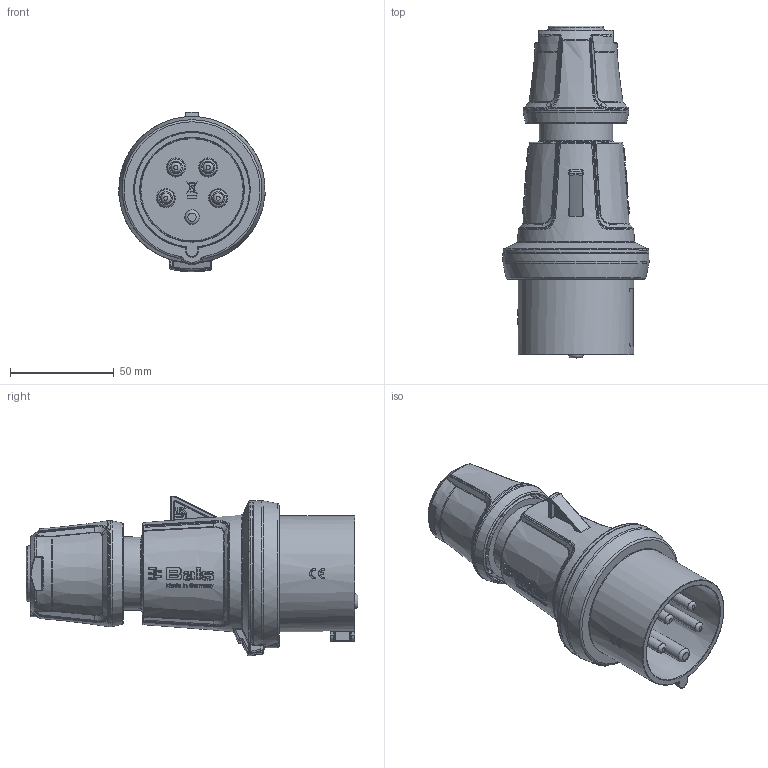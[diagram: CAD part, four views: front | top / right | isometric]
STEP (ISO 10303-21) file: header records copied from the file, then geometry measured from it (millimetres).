
FILE_DESCRIPTION(/* description */ (''),/* implementation_level */ '2;1');
FILE_NAME(/* name */ '200.stp',/* time_stamp */ '2023-09-06T08:09:54+02:00',/* author */ ('massmann'),/* organization */ (''),/* preprocessor_version */ 'ST-DEVELOPER v17',/* originating_system */ 'Autodesk Inventor 2018',/* authorisation */ '');
FILE_SCHEMA (('AUTOMOTIVE_DESIGN { 1 0 10303 214 3 1 1 }'));
Products named in the file (1): 200
Bounding box: 70.49 x 160.18 x 77.2 mm (x, y, z)
Volume: 259863.9 mm3; surface area: 48420.9 mm2
Topology: 1 solids, 1 shells, 2035 faces, 5197 edges, 3272 vertices
Faces by surface type: bspline 970, plane 554, torus 157, cone 146, cylinder 138, sphere 70
Full cylindrical faces by diameter (mm): 0.316 x1, 0.507 x1, 5 x4, 5.02 x4, 7 x1, 22 x1, 35.5 x1, 51.113 x1, 55.8 x1
Entity records: 96718 total; most frequent: CARTESIAN_POINT 51777, ORIENTED_EDGE 10376, DIRECTION 6470, EDGE_CURVE 5188, VERTEX_POINT 3272, AXIS2_PLACEMENT_3D 2479, B_SPLINE_CURVE_WITH_KNOTS 2246, EDGE_LOOP 2154
